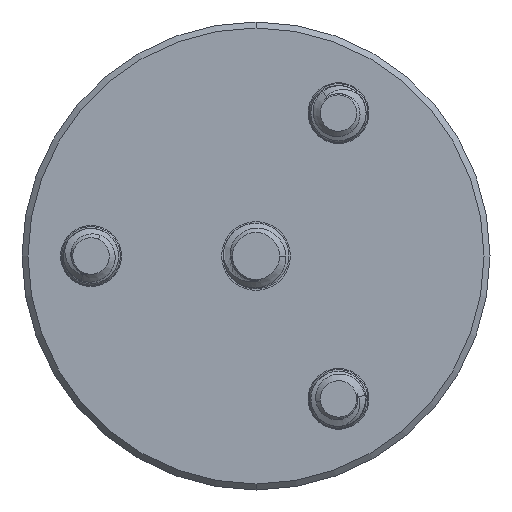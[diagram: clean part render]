
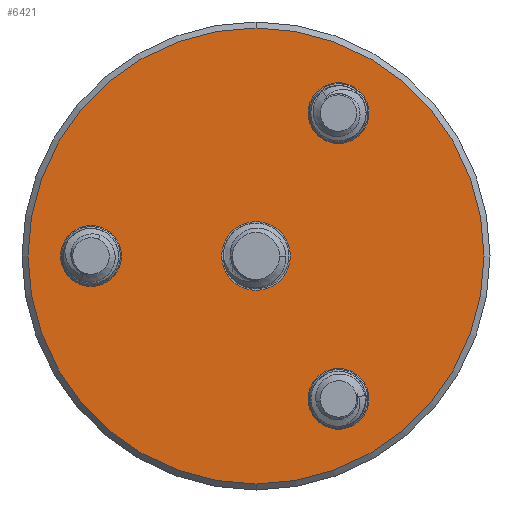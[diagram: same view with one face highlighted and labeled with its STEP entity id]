
A CAD part, front view. The second image highlights one B-rep face of the part: STEP entity #6421.
In plain terms, the highlighted planar face has unit normal (0, -1, 0).
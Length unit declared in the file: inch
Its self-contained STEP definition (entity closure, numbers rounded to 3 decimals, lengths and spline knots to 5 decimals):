
#44 = AXIS2_PLACEMENT_3D ( 'NONE', #30930, #20538, #10846 ) ;
#59 = ORIENTED_EDGE ( 'NONE', *, *, #26790, .T. ) ;
#458 = DIRECTION ( 'NONE',  ( 0., 0., 1. ) ) ;
#644 = EDGE_CURVE ( 'NONE', #8447, #30048, #27042, .T. ) ;
#1627 = ORIENTED_EDGE ( 'NONE', *, *, #644, .T. ) ;
#1995 = DIRECTION ( 'NONE',  ( 0., 0., 1. ) ) ;
#2117 = ORIENTED_EDGE ( 'NONE', *, *, #30346, .T. ) ;
#2156 = AXIS2_PLACEMENT_3D ( 'NONE', #9746, #14286, #29058 ) ;
#2305 = EDGE_CURVE ( 'NONE', #27608, #14801, #3446, .T. ) ;
#2628 = VERTEX_POINT ( 'NONE', #7227 ) ;
#2705 = CIRCLE ( 'NONE', #16088, 0.076 ) ;
#2782 = CARTESIAN_POINT ( 'NONE',  ( 0.20625, 0., 0.35724 ) ) ;
#3176 = CIRCLE ( 'NONE', #44, 0.086 ) ;
#3446 = CIRCLE ( 'NONE', #7566, 0.57004 ) ;
#4213 = CARTESIAN_POINT ( 'NONE',  ( 0., 0., -0.086 ) ) ;
#4381 = VERTEX_POINT ( 'NONE', #27569 ) ;
#4574 = VERTEX_POINT ( 'NONE', #4213 ) ;
#4928 = FACE_BOUND ( 'NONE', #28409, .T. ) ;
#5145 = EDGE_CURVE ( 'NONE', #15240, #29098, #8175, .T. ) ;
#5192 = DIRECTION ( 'NONE',  ( 0., -1., 0. ) ) ;
#5822 = AXIS2_PLACEMENT_3D ( 'NONE', #16487, #16796, #11958 ) ;
#5976 = CARTESIAN_POINT ( 'NONE',  ( -0.4125, 0., -0.076 ) ) ;
#6421 = ADVANCED_FACE ( 'NONE', ( #26813, #23965, #28757, #4928, #17168 ), #29211, .F. ) ;
#6638 = EDGE_CURVE ( 'NONE', #4574, #2628, #3176, .T. ) ;
#7227 = CARTESIAN_POINT ( 'NONE',  ( 0., 0., 0.086 ) ) ;
#7561 = EDGE_CURVE ( 'NONE', #30048, #8447, #2705, .T. ) ;
#7566 = AXIS2_PLACEMENT_3D ( 'NONE', #7740, #5192, #9852 ) ;
#7591 = DIRECTION ( 'NONE',  ( 0., 0., 1. ) ) ;
#7717 = DIRECTION ( 'NONE',  ( 0., 1., 0. ) ) ;
#7740 = CARTESIAN_POINT ( 'NONE',  ( 0., 0., 0. ) ) ;
#8120 = CARTESIAN_POINT ( 'NONE',  ( 0., 0., -0.57004 ) ) ;
#8175 = CIRCLE ( 'NONE', #23120, 0.076 ) ;
#8447 = VERTEX_POINT ( 'NONE', #5976 ) ;
#8647 = DIRECTION ( 'NONE',  ( 0., 0., 1. ) ) ;
#9670 = DIRECTION ( 'NONE',  ( 0., 0., 1. ) ) ;
#9746 = CARTESIAN_POINT ( 'NONE',  ( 0., 0., 0. ) ) ;
#9852 = DIRECTION ( 'NONE',  ( 0., 0., 1. ) ) ;
#10114 = ORIENTED_EDGE ( 'NONE', *, *, #7561, .T. ) ;
#10567 = CARTESIAN_POINT ( 'NONE',  ( 0.20625, 0., -0.43324 ) ) ;
#10846 = DIRECTION ( 'NONE',  ( 0., 0., 1. ) ) ;
#11404 = ORIENTED_EDGE ( 'NONE', *, *, #26312, .T. ) ;
#11412 = ORIENTED_EDGE ( 'NONE', *, *, #26269, .T. ) ;
#11857 = ORIENTED_EDGE ( 'NONE', *, *, #2305, .T. ) ;
#11958 = DIRECTION ( 'NONE',  ( 0., 0., 1. ) ) ;
#12106 = CARTESIAN_POINT ( 'NONE',  ( -0.4125, 0., 0. ) ) ;
#12204 = CARTESIAN_POINT ( 'NONE',  ( 0., 0., 0. ) ) ;
#12275 = ORIENTED_EDGE ( 'NONE', *, *, #6638, .T. ) ;
#12635 = AXIS2_PLACEMENT_3D ( 'NONE', #12204, #31642, #31809 ) ;
#13114 = EDGE_LOOP ( 'NONE', ( #10114, #1627 ) ) ;
#14286 = DIRECTION ( 'NONE',  ( 0., 1., 0. ) ) ;
#14801 = VERTEX_POINT ( 'NONE', #8120 ) ;
#15240 = VERTEX_POINT ( 'NONE', #19183 ) ;
#15370 = DIRECTION ( 'NONE',  ( 0., -1., 0. ) ) ;
#15575 = CIRCLE ( 'NONE', #5822, 0.076 ) ;
#15723 = CIRCLE ( 'NONE', #12635, 0.086 ) ;
#16088 = AXIS2_PLACEMENT_3D ( 'NONE', #12106, #21775, #9670 ) ;
#16487 = CARTESIAN_POINT ( 'NONE',  ( 0.20625, 0., -0.35724 ) ) ;
#16517 = CARTESIAN_POINT ( 'NONE',  ( 0.20625, 0., -0.35724 ) ) ;
#16796 = DIRECTION ( 'NONE',  ( 0., 1., 0. ) ) ;
#17168 = FACE_BOUND ( 'NONE', #13114, .T. ) ;
#17645 = CARTESIAN_POINT ( 'NONE',  ( 0., 0., 0. ) ) ;
#17654 = AXIS2_PLACEMENT_3D ( 'NONE', #2782, #24516, #7591 ) ;
#19098 = CARTESIAN_POINT ( 'NONE',  ( 0., 0., 0.57004 ) ) ;
#19183 = CARTESIAN_POINT ( 'NONE',  ( 0.20625, 0., -0.28124 ) ) ;
#19340 = AXIS2_PLACEMENT_3D ( 'NONE', #30665, #25731, #8647 ) ;
#19774 = EDGE_CURVE ( 'NONE', #2628, #4574, #15723, .T. ) ;
#19965 = AXIS2_PLACEMENT_3D ( 'NONE', #17645, #15370, #27457 ) ;
#20253 = CARTESIAN_POINT ( 'NONE',  ( -0.4125, 0., 0.076 ) ) ;
#20538 = DIRECTION ( 'NONE',  ( 0., 1., 0. ) ) ;
#21178 = DIRECTION ( 'NONE',  ( 0., 1., 0. ) ) ;
#21775 = DIRECTION ( 'NONE',  ( 0., 1., 0. ) ) ;
#21937 = ORIENTED_EDGE ( 'NONE', *, *, #19774, .T. ) ;
#23120 = AXIS2_PLACEMENT_3D ( 'NONE', #16517, #21178, #1995 ) ;
#23322 = EDGE_LOOP ( 'NONE', ( #21937, #12275 ) ) ;
#23883 = VERTEX_POINT ( 'NONE', #27878 ) ;
#23965 = FACE_BOUND ( 'NONE', #23322, .T. ) ;
#23992 = EDGE_LOOP ( 'NONE', ( #24969, #11412 ) ) ;
#24330 = AXIS2_PLACEMENT_3D ( 'NONE', #26729, #7717, #458 ) ;
#24516 = DIRECTION ( 'NONE',  ( 0., 1., 0. ) ) ;
#24969 = ORIENTED_EDGE ( 'NONE', *, *, #5145, .T. ) ;
#25077 = CIRCLE ( 'NONE', #19965, 0.57004 ) ;
#25327 = CIRCLE ( 'NONE', #17654, 0.076 ) ;
#25731 = DIRECTION ( 'NONE',  ( 0., 1., 0. ) ) ;
#26035 = EDGE_LOOP ( 'NONE', ( #11857, #2117 ) ) ;
#26269 = EDGE_CURVE ( 'NONE', #29098, #15240, #15575, .T. ) ;
#26312 = EDGE_CURVE ( 'NONE', #4381, #23883, #25327, .T. ) ;
#26729 = CARTESIAN_POINT ( 'NONE',  ( 0.20625, 0., 0.35724 ) ) ;
#26790 = EDGE_CURVE ( 'NONE', #23883, #4381, #30458, .T. ) ;
#26813 = FACE_OUTER_BOUND ( 'NONE', #26035, .T. ) ;
#27042 = CIRCLE ( 'NONE', #19340, 0.076 ) ;
#27457 = DIRECTION ( 'NONE',  ( 0., 0., 1. ) ) ;
#27569 = CARTESIAN_POINT ( 'NONE',  ( 0.20625, 0., 0.43324 ) ) ;
#27608 = VERTEX_POINT ( 'NONE', #19098 ) ;
#27878 = CARTESIAN_POINT ( 'NONE',  ( 0.20625, 0., 0.28124 ) ) ;
#28409 = EDGE_LOOP ( 'NONE', ( #11404, #59 ) ) ;
#28757 = FACE_BOUND ( 'NONE', #23992, .T. ) ;
#29058 = DIRECTION ( 'NONE',  ( 0., 0., 1. ) ) ;
#29098 = VERTEX_POINT ( 'NONE', #10567 ) ;
#29211 = PLANE ( 'NONE',  #2156 ) ;
#30048 = VERTEX_POINT ( 'NONE', #20253 ) ;
#30346 = EDGE_CURVE ( 'NONE', #14801, #27608, #25077, .T. ) ;
#30458 = CIRCLE ( 'NONE', #24330, 0.076 ) ;
#30665 = CARTESIAN_POINT ( 'NONE',  ( -0.4125, 0., 0. ) ) ;
#30930 = CARTESIAN_POINT ( 'NONE',  ( 0., 0., 0. ) ) ;
#31642 = DIRECTION ( 'NONE',  ( 0., 1., 0. ) ) ;
#31809 = DIRECTION ( 'NONE',  ( 0., 0., 1. ) ) ;
